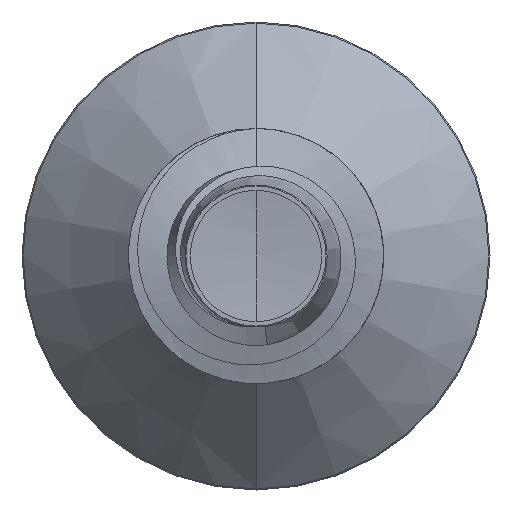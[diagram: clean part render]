
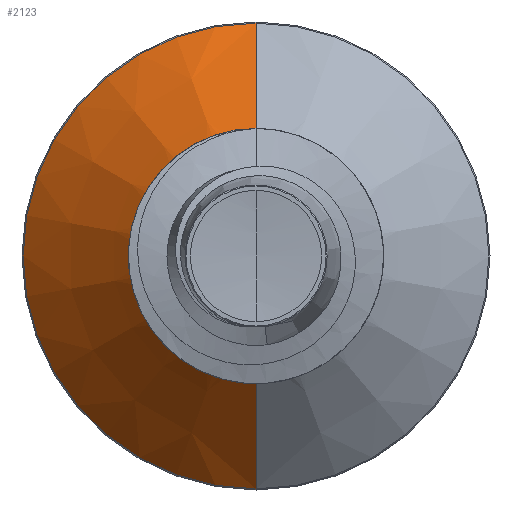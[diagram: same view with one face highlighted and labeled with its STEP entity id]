
A CAD part, front view. The second image highlights one B-rep face of the part: STEP entity #2123.
In plain terms, the highlighted conical face has half-angle 45 degrees and reference radius 1.165 mm.
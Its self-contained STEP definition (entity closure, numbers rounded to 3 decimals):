
#156 = DIRECTION ( 'NONE',  ( 0., 1., 0. ) ) ;
#716 = CARTESIAN_POINT ( 'NONE',  ( 0., 4.365, 1.165 ) ) ;
#1150 = VERTEX_POINT ( 'NONE', #3704 ) ;
#1331 = VERTEX_POINT ( 'NONE', #8392 ) ;
#1437 = VECTOR ( 'NONE', #2270, 1000. ) ;
#1463 = ORIENTED_EDGE ( 'NONE', *, *, #4783, .T. ) ;
#2123 = ADVANCED_FACE ( 'NONE', ( #2864 ), #2607, .T. ) ;
#2218 = DIRECTION ( 'NONE',  ( 0., 1., 0. ) ) ;
#2270 = DIRECTION ( 'NONE',  ( 0., 0.707, 0.707 ) ) ;
#2607 = CONICAL_SURFACE ( 'NONE', #10057, 1.165, 0.785 ) ;
#2864 = FACE_OUTER_BOUND ( 'NONE', #6394, .T. ) ;
#3704 = CARTESIAN_POINT ( 'NONE',  ( 0., 5.937, -2.737 ) ) ;
#3886 = EDGE_CURVE ( 'NONE', #1331, #1150, #6881, .T. ) ;
#4124 = CARTESIAN_POINT ( 'NONE',  ( 0., 5.937, 0. ) ) ;
#4210 = EDGE_CURVE ( 'NONE', #1150, #9139, #4354, .T. ) ;
#4354 = CIRCLE ( 'NONE', #6376, 2.737 ) ;
#4783 = EDGE_CURVE ( 'NONE', #8977, #9139, #5816, .T. ) ;
#4968 = DIRECTION ( 'NONE',  ( 0., 0., 1. ) ) ;
#5009 = CIRCLE ( 'NONE', #9723, 1.165 ) ;
#5188 = ORIENTED_EDGE ( 'NONE', *, *, #3886, .F. ) ;
#5206 = EDGE_CURVE ( 'NONE', #1331, #8977, #5009, .T. ) ;
#5816 = LINE ( 'NONE', #716, #1437 ) ;
#6376 = AXIS2_PLACEMENT_3D ( 'NONE', #4124, #9984, #4968 ) ;
#6394 = EDGE_LOOP ( 'NONE', ( #5188, #9625, #1463, #8068 ) ) ;
#6525 = CARTESIAN_POINT ( 'NONE',  ( 0., 5.937, 2.737 ) ) ;
#6881 = LINE ( 'NONE', #9060, #8839 ) ;
#7082 = DIRECTION ( 'NONE',  ( 0., 0., 1. ) ) ;
#7152 = CARTESIAN_POINT ( 'NONE',  ( 0., 4.365, 0. ) ) ;
#7203 = CARTESIAN_POINT ( 'NONE',  ( 0., 4.365, 0. ) ) ;
#8005 = DIRECTION ( 'NONE',  ( 0., 0., 1. ) ) ;
#8068 = ORIENTED_EDGE ( 'NONE', *, *, #4210, .F. ) ;
#8392 = CARTESIAN_POINT ( 'NONE',  ( 0., 4.365, -1.165 ) ) ;
#8839 = VECTOR ( 'NONE', #10602, 1000. ) ;
#8976 = CARTESIAN_POINT ( 'NONE',  ( 0., 4.365, 1.165 ) ) ;
#8977 = VERTEX_POINT ( 'NONE', #8976 ) ;
#9060 = CARTESIAN_POINT ( 'NONE',  ( 0., 4.365, -1.165 ) ) ;
#9139 = VERTEX_POINT ( 'NONE', #6525 ) ;
#9625 = ORIENTED_EDGE ( 'NONE', *, *, #5206, .T. ) ;
#9723 = AXIS2_PLACEMENT_3D ( 'NONE', #7203, #2218, #8005 ) ;
#9984 = DIRECTION ( 'NONE',  ( 0., 1., 0. ) ) ;
#10057 = AXIS2_PLACEMENT_3D ( 'NONE', #7152, #156, #7082 ) ;
#10602 = DIRECTION ( 'NONE',  ( 0., 0.707, -0.707 ) ) ;
